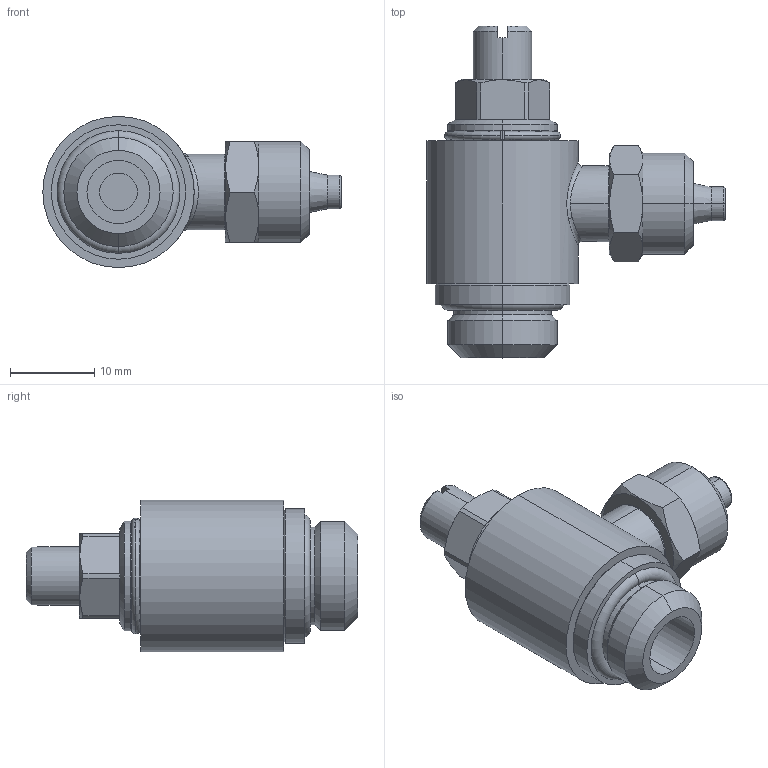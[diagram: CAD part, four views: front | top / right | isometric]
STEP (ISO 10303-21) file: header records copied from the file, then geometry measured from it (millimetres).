
FILE_DESCRIPTION (( 'STEP AP203' ), '1' );
FILE_NAME ('04100C32.STEP', '2010-04-19T12:13:14', ( '' ), ( 'sopra-pneumatic' ), 'SwSTEP 2.0', 'SolidWorks 2009', '' );
FILE_SCHEMA (( 'CONFIG_CONTROL_DESIGN' ));
Length unit declared in the file: millimetre
Products named in the file (1): 04100C32
Bounding box: 35.5 x 39.51 x 18 mm (x, y, z)
Volume: 7681 mm3; surface area: 3316.4 mm2
Topology: 2 solids, 2 shells, 111 faces, 240 edges, 146 vertices
Faces by surface type: plane 39, cylinder 34, cone 28, torus 8, bspline 2
Entity records: 4127 total; most frequent: CARTESIAN_POINT 1624, DIRECTION 536, ORIENTED_EDGE 480, EDGE_CURVE 240, AXIS2_PLACEMENT_3D 228, VERTEX_POINT 146, EDGE_LOOP 124, CIRCLE 118
